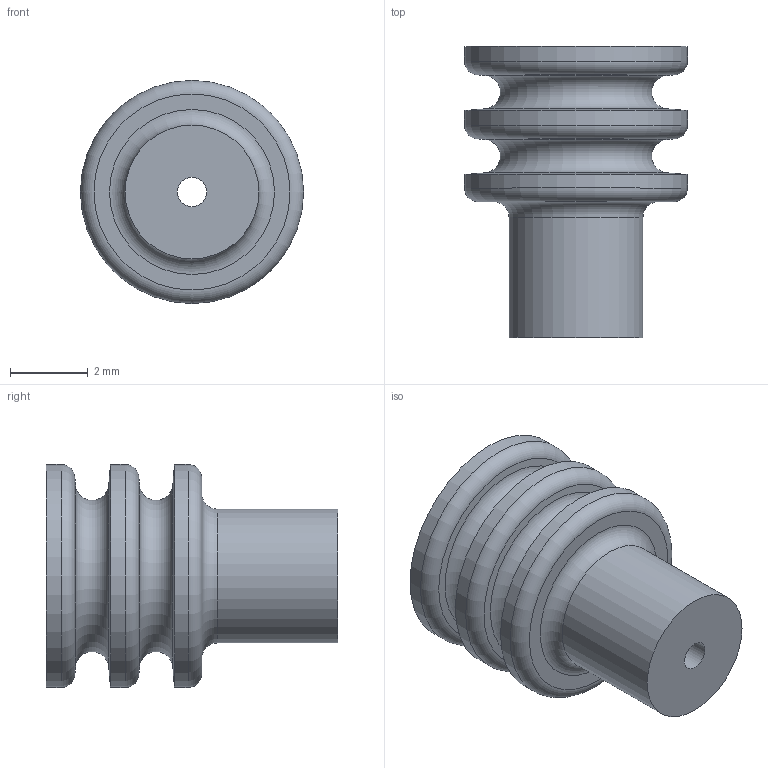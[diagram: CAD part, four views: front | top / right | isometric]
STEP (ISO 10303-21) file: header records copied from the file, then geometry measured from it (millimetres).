
FILE_DESCRIPTION(/* description */ (''),/* implementation_level */ '2;1');
FILE_NAME(/* name */ '12084193.stp',/* time_stamp */ '2020-05-11T12:44:43+08:00',/* author */ (''),/* organization */ (''),/* preprocessor_version */ 'ST-DEVELOPER v16',/* originating_system */ 'SIEMENS PLM Software NX 11.0',/* authorisation */ '');
FILE_SCHEMA (('AUTOMOTIVE_DESIGN { 1 0 10303 214 3 1 1 1 }'));
Length unit declared in the file: millimetre
Products named in the file (1): 12084193_01AE-SEAL
Bounding box: 5.75 x 7.5 x 5.75 mm (x, y, z)
Volume: 108.6 mm3; surface area: 204.1 mm2
Topology: 1 solids, 1 shells, 19 faces, 39 edges, 23 vertices
Faces by surface type: torus 6, cylinder 5, cone 5, plane 3
Full cylindrical faces by diameter (mm): 0.75 x1, 3.45 x1, 5.75 x3
Entity records: 412 total; most frequent: DIRECTION 78, CARTESIAN_POINT 58, AXIS2_PLACEMENT_3D 39, FACE_BOUND 38, EDGE_LOOP 38, ORIENTED_EDGE 38, ADVANCED_FACE 19, VERTEX_POINT 19
